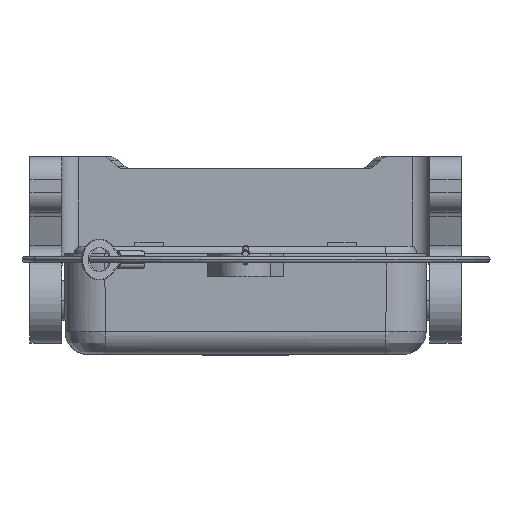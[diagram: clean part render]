
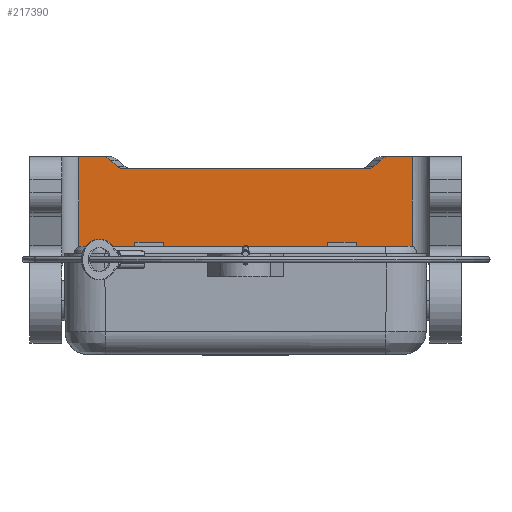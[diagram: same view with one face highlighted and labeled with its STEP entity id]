
A CAD part, front view. The second image highlights one B-rep face of the part: STEP entity #217390.
In plain terms, the highlighted face is planar.
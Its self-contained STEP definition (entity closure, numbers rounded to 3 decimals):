
#82270=CARTESIAN_POINT('',(-4.053,54.789,
16.9));
#82280=VERTEX_POINT('',#82270);
#82310=CARTESIAN_POINT('',(-4.053,64.039,
16.9));
#82320=DIRECTION('',(0.,1.,0.));
#82330=VECTOR('',#82320,1.);
#82340=LINE('',#82310,#82330);
#82350=CARTESIAN_POINT('',(-4.053,50.718,
16.9));
#82360=VERTEX_POINT('',#82350);
#82370=EDGE_CURVE('',#82360,#82280,#82340,.T.);
#216110=CARTESIAN_POINT('',(-4.053,2.325,
16.314));
#216120=VERTEX_POINT('',#216110);
#216170=CARTESIAN_POINT('',(-4.053,0.861,
14.9));
#216180=DIRECTION('',(-1.,0.,0.));
#216190=DIRECTION('',(0.,1.,0.));
#216200=AXIS2_PLACEMENT_3D('',#216170,#216180,#216190);
#216210=ELLIPSE('',#216200,2.071,2.);
#216220=CARTESIAN_POINT('',(-4.053,0.861,
16.9));
#216230=VERTEX_POINT('',#216220);
#216240=EDGE_CURVE('',#216230,#216120,#216210,.T.);
#216510=CARTESIAN_POINT('',(-4.053,44.789,
5.817));
#216520=DIRECTION('',(-1.,0.,0.));
#216530=DIRECTION('',(0.,1.,0.));
#216540=AXIS2_PLACEMENT_3D('',#216510,#216520,#216530);
#216550=PLANE('',#216540);
#216560=CARTESIAN_POINT('',(-4.053,-12.461,
16.9));
#216570=DIRECTION('',(0.,-1.,0.));
#216580=VECTOR('',#216570,1.);
#216590=LINE('',#216560,#216580);
#216600=CARTESIAN_POINT('',(-4.053,-3.211,
16.9));
#216610=VERTEX_POINT('',#216600);
#216620=EDGE_CURVE('',#216230,#216610,#216590,.T.);
#216630=ORIENTED_EDGE('',*,*,#216620,.T.);
#216640=ORIENTED_EDGE('',*,*,#216240,.F.);
#216650=CARTESIAN_POINT('',(-4.053,-12.47,
30.605));
#216660=DIRECTION('',(0.,0.719,
-0.695));
#216670=VECTOR('',#216660,1.);
#216680=LINE('',#216650,#216670);
#216690=CARTESIAN_POINT('',(-4.053,3.486,
15.193));
#216700=VERTEX_POINT('',#216690);
#216710=EDGE_CURVE('',#216120,#216700,#216680,.T.);
#216720=ORIENTED_EDGE('',*,*,#216710,.F.);
#216730=CARTESIAN_POINT('',(-4.053,4.218,
15.9));
#216740=DIRECTION('',(-1.,0.,0.));
#216750=DIRECTION('',(0.,1.,0.));
#216760=AXIS2_PLACEMENT_3D('',#216730,#216740,#216750);
#216770=ELLIPSE('',#216760,1.035,1.);
#216780=CARTESIAN_POINT('',(-4.053,4.218,
14.9));
#216790=VERTEX_POINT('',#216780);
#216800=EDGE_CURVE('',#216790,#216700,#216770,.T.);
#216810=ORIENTED_EDGE('',*,*,#216800,.T.);
#216820=CARTESIAN_POINT('',(-4.053,54.289,
14.9));
#216830=DIRECTION('',(0.,1.,0.));
#216840=VECTOR('',#216830,1.);
#216850=LINE('',#216820,#216840);
#216860=CARTESIAN_POINT('',(-4.053,47.361,
14.9));
#216870=VERTEX_POINT('',#216860);
#216880=EDGE_CURVE('',#216790,#216870,#216850,.T.);
#216890=ORIENTED_EDGE('',*,*,#216880,.F.);
#216900=CARTESIAN_POINT('',(-4.053,47.361,
15.9));
#216910=DIRECTION('',(-1.,0.,0.));
#216920=DIRECTION('',(0.,1.,0.));
#216930=AXIS2_PLACEMENT_3D('',#216900,#216910,#216920);
#216940=ELLIPSE('',#216930,1.035,1.);
#216950=CARTESIAN_POINT('',(-4.053,48.093,
15.193));
#216960=VERTEX_POINT('',#216950);
#216970=EDGE_CURVE('',#216960,#216870,#216940,.T.);
#216980=ORIENTED_EDGE('',*,*,#216970,.T.);
#216990=CARTESIAN_POINT('',(-4.053,64.049,
30.605));
#217000=DIRECTION('',(0.,-0.719,
-0.695));
#217010=VECTOR('',#217000,1.);
#217020=LINE('',#216990,#217010);
#217030=CARTESIAN_POINT('',(-4.053,49.254,
16.314));
#217040=VERTEX_POINT('',#217030);
#217050=EDGE_CURVE('',#217040,#216960,#217020,.T.);
#217060=ORIENTED_EDGE('',*,*,#217050,.T.);
#217070=CARTESIAN_POINT('',(-4.053,50.718,
14.9));
#217080=DIRECTION('',(-1.,0.,0.));
#217090=DIRECTION('',(0.,1.,0.));
#217100=AXIS2_PLACEMENT_3D('',#217070,#217080,#217090);
#217110=ELLIPSE('',#217100,2.071,2.);
#217120=EDGE_CURVE('',#217040,#82360,#217110,.T.);
#217130=ORIENTED_EDGE('',*,*,#217120,.F.);
#217140=ORIENTED_EDGE('',*,*,#82370,.F.);
#217150=CARTESIAN_POINT('',(-4.053,54.789,
126.132));
#217160=DIRECTION('',(0.,0.,-1.));
#217170=VECTOR('',#217160,1.);
#217180=LINE('',#217150,#217170);
#217190=CARTESIAN_POINT('',(-4.053,54.789,
-0.451));
#217200=VERTEX_POINT('',#217190);
#217210=EDGE_CURVE('',#82280,#217200,#217180,.T.);
#217220=ORIENTED_EDGE('',*,*,#217210,.F.);
#217230=CARTESIAN_POINT('',(-4.053,55.539,
-0.451));
#217240=DIRECTION('',(0.,1.,0.));
#217250=VECTOR('',#217240,1.);
#217260=LINE('',#217230,#217250);
#217270=CARTESIAN_POINT('',(-4.053,-3.211,
-0.451));
#217280=VERTEX_POINT('',#217270);
#217290=EDGE_CURVE('',#217280,#217200,#217260,.T.);
#217300=ORIENTED_EDGE('',*,*,#217290,.T.);
#217310=CARTESIAN_POINT('',(-4.053,-3.211,
126.132));
#217320=DIRECTION('',(0.,0.,-1.));
#217330=VECTOR('',#217320,1.);
#217340=LINE('',#217310,#217330);
#217350=EDGE_CURVE('',#216610,#217280,#217340,.T.);
#217360=ORIENTED_EDGE('',*,*,#217350,.T.);
#217370=EDGE_LOOP('',(#217360,#217300,#217220,#217140,#217130,#217060,
#216980,#216890,#216810,#216720,#216640,#216630));
#217380=FACE_OUTER_BOUND('',#217370,.T.);
#217390=ADVANCED_FACE('',(#217380),#216550,.F.);
